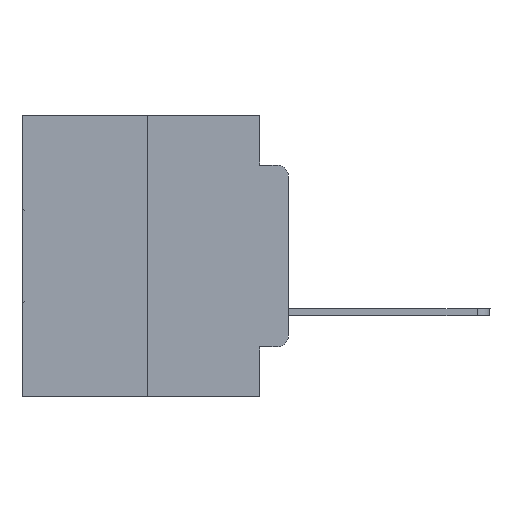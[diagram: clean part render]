
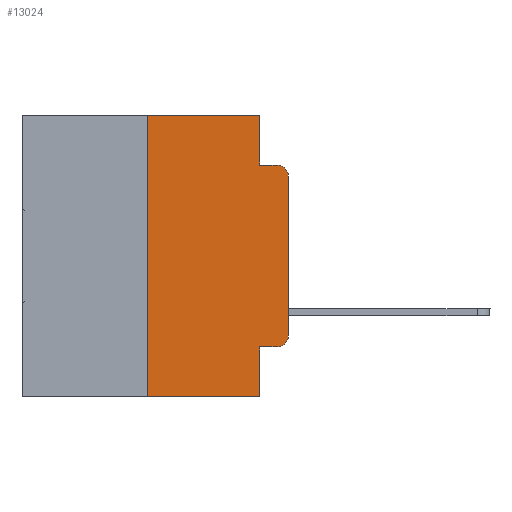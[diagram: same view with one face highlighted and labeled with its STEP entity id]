
A CAD part, left-side view. The second image highlights one B-rep face of the part: STEP entity #13024.
In plain terms, the highlighted planar face has unit normal (-1, 0, 0).
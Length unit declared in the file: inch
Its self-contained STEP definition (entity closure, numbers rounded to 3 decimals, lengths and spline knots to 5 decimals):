
#212 = LINE ( 'NONE', #17139, #8218 ) ;
#706 = DIRECTION ( 'NONE',  ( 0., 0., -1. ) ) ;
#1185 = VERTEX_POINT ( 'NONE', #4719 ) ;
#1277 = VERTEX_POINT ( 'NONE', #29253 ) ;
#1773 = VERTEX_POINT ( 'NONE', #29208 ) ;
#2106 = CARTESIAN_POINT ( 'NONE',  ( 0., 0., -0.1085 ) ) ;
#2216 = ORIENTED_EDGE ( 'NONE', *, *, #20550, .F. ) ;
#2692 = CARTESIAN_POINT ( 'NONE',  ( 0., 0., 0. ) ) ;
#3123 = CIRCLE ( 'NONE', #12191, 0.02 ) ;
#3227 = EDGE_CURVE ( 'NONE', #29675, #30624, #4726, .T. ) ;
#3256 = PLANE ( 'NONE',  #22991 ) ;
#3405 = FACE_OUTER_BOUND ( 'NONE', #31114, .T. ) ;
#3542 = LINE ( 'NONE', #25343, #7888 ) ;
#3692 = CARTESIAN_POINT ( 'NONE',  ( 0., 0.051, -0.0885 ) ) ;
#4719 = CARTESIAN_POINT ( 'NONE',  ( 0., 0.25, 0. ) ) ;
#4726 = LINE ( 'NONE', #2692, #22195 ) ;
#6048 = ORIENTED_EDGE ( 'NONE', *, *, #15090, .F. ) ;
#6306 = DIRECTION ( 'NONE',  ( -1., 0., 0. ) ) ;
#7162 = VECTOR ( 'NONE', #25338, 39.37008 ) ;
#7210 = CARTESIAN_POINT ( 'NONE',  ( 0., 0.02, -0.1085 ) ) ;
#7888 = VECTOR ( 'NONE', #12995, 39.37008 ) ;
#8067 = CARTESIAN_POINT ( 'NONE',  ( 0., 0.051, -0.0885 ) ) ;
#8218 = VECTOR ( 'NONE', #22499, 39.37008 ) ;
#8276 = LINE ( 'NONE', #3692, #7162 ) ;
#8549 = ORIENTED_EDGE ( 'NONE', *, *, #27984, .F. ) ;
#8856 = ORIENTED_EDGE ( 'NONE', *, *, #15383, .F. ) ;
#8947 = EDGE_CURVE ( 'NONE', #30624, #18786, #3123, .T. ) ;
#9089 = DIRECTION ( 'NONE',  ( 0., -1., 0. ) ) ;
#9566 = EDGE_CURVE ( 'NONE', #1277, #19421, #10766, .T. ) ;
#9950 = DIRECTION ( 'NONE',  ( 0., 0., 1. ) ) ;
#10431 = DIRECTION ( 'NONE',  ( 0., 0., -1. ) ) ;
#10468 = CARTESIAN_POINT ( 'NONE',  ( 0., 0.02, -0.0885 ) ) ;
#10592 = CARTESIAN_POINT ( 'NONE',  ( 0., 0.051, 0. ) ) ;
#10609 = CARTESIAN_POINT ( 'NONE',  ( 0., 0.051, -0.4115 ) ) ;
#10766 = LINE ( 'NONE', #20404, #20787 ) ;
#11569 = AXIS2_PLACEMENT_3D ( 'NONE', #25759, #6306, #15947 ) ;
#12076 = CIRCLE ( 'NONE', #11569, 0.02 ) ;
#12191 = AXIS2_PLACEMENT_3D ( 'NONE', #7210, #17764, #706 ) ;
#12995 = DIRECTION ( 'NONE',  ( 0., 0., -1. ) ) ;
#13024 = ADVANCED_FACE ( 'NONE', ( #3405 ), #3256, .F. ) ;
#13624 = ORIENTED_EDGE ( 'NONE', *, *, #9566, .T. ) ;
#14421 = VECTOR ( 'NONE', #9089, 39.37008 ) ;
#15090 = EDGE_CURVE ( 'NONE', #1185, #15281, #19010, .T. ) ;
#15281 = VERTEX_POINT ( 'NONE', #22189 ) ;
#15383 = EDGE_CURVE ( 'NONE', #28433, #19421, #3542, .T. ) ;
#15656 = ORIENTED_EDGE ( 'NONE', *, *, #3227, .T. ) ;
#15947 = DIRECTION ( 'NONE',  ( 0., 0., -1. ) ) ;
#16469 = ORIENTED_EDGE ( 'NONE', *, *, #29097, .T. ) ;
#16669 = CARTESIAN_POINT ( 'NONE',  ( 0., 0.051, -0.5 ) ) ;
#17139 = CARTESIAN_POINT ( 'NONE',  ( 0., 0.051, -0.4115 ) ) ;
#17764 = DIRECTION ( 'NONE',  ( -1., 0., 0. ) ) ;
#18786 = VERTEX_POINT ( 'NONE', #10468 ) ;
#19010 = LINE ( 'NONE', #26618, #14421 ) ;
#19205 = VERTEX_POINT ( 'NONE', #8067 ) ;
#19421 = VERTEX_POINT ( 'NONE', #16669 ) ;
#20404 = CARTESIAN_POINT ( 'NONE',  ( 0., 0.473, -0.5 ) ) ;
#20550 = EDGE_CURVE ( 'NONE', #15281, #19205, #25288, .T. ) ;
#20714 = ORIENTED_EDGE ( 'NONE', *, *, #27430, .F. ) ;
#20787 = VECTOR ( 'NONE', #30094, 39.37008 ) ;
#21554 = VECTOR ( 'NONE', #10431, 39.37008 ) ;
#21584 = LINE ( 'NONE', #28887, #23343 ) ;
#21897 = DIRECTION ( 'NONE',  ( 0., 0., 1. ) ) ;
#22189 = CARTESIAN_POINT ( 'NONE',  ( 0., 0.051, 0. ) ) ;
#22195 = VECTOR ( 'NONE', #9950, 39.37008 ) ;
#22499 = DIRECTION ( 'NONE',  ( 0., -1., 0. ) ) ;
#22515 = DIRECTION ( 'NONE',  ( 0., 0., -1. ) ) ;
#22991 = AXIS2_PLACEMENT_3D ( 'NONE', #24749, #29361, #22515 ) ;
#23343 = VECTOR ( 'NONE', #21897, 39.37008 ) ;
#24238 = EDGE_CURVE ( 'NONE', #1773, #29675, #12076, .T. ) ;
#24749 = CARTESIAN_POINT ( 'NONE',  ( 0., 0.473, 0. ) ) ;
#25288 = LINE ( 'NONE', #10592, #21554 ) ;
#25338 = DIRECTION ( 'NONE',  ( 0., -1., 0. ) ) ;
#25343 = CARTESIAN_POINT ( 'NONE',  ( 0., 0.051, 0. ) ) ;
#25759 = CARTESIAN_POINT ( 'NONE',  ( 0., 0.02, -0.3915 ) ) ;
#25909 = ORIENTED_EDGE ( 'NONE', *, *, #24238, .T. ) ;
#26618 = CARTESIAN_POINT ( 'NONE',  ( 0., 0.473, 0. ) ) ;
#27389 = CARTESIAN_POINT ( 'NONE',  ( 0., 0., -0.3915 ) ) ;
#27430 = EDGE_CURVE ( 'NONE', #1277, #1185, #21584, .T. ) ;
#27984 = EDGE_CURVE ( 'NONE', #19205, #18786, #8276, .T. ) ;
#28433 = VERTEX_POINT ( 'NONE', #10609 ) ;
#28887 = CARTESIAN_POINT ( 'NONE',  ( 0., 0.25, 0. ) ) ;
#29097 = EDGE_CURVE ( 'NONE', #28433, #1773, #212, .T. ) ;
#29208 = CARTESIAN_POINT ( 'NONE',  ( 0., 0.02, -0.4115 ) ) ;
#29236 = ORIENTED_EDGE ( 'NONE', *, *, #8947, .T. ) ;
#29253 = CARTESIAN_POINT ( 'NONE',  ( 0., 0.25, -0.5 ) ) ;
#29361 = DIRECTION ( 'NONE',  ( 1., 0., 0. ) ) ;
#29675 = VERTEX_POINT ( 'NONE', #27389 ) ;
#30094 = DIRECTION ( 'NONE',  ( 0., -1., 0. ) ) ;
#30624 = VERTEX_POINT ( 'NONE', #2106 ) ;
#31114 = EDGE_LOOP ( 'NONE', ( #15656, #29236, #8549, #2216, #6048, #20714, #13624, #8856, #16469, #25909 ) ) ;
